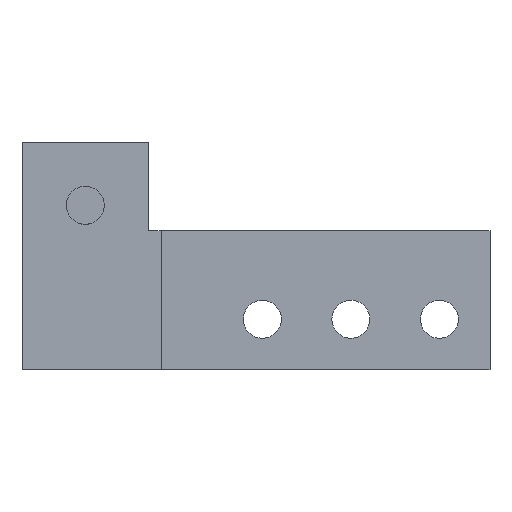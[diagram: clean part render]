
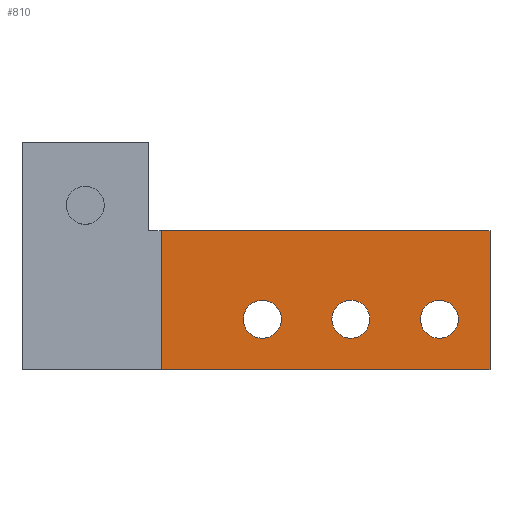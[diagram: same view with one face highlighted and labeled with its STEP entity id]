
A CAD part, top view. The second image highlights one B-rep face of the part: STEP entity #810.
In plain terms, the highlighted planar face has unit normal (0, 0, 1).
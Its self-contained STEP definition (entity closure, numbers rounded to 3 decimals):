
#44 = PLANE('',#45);
#45 = AXIS2_PLACEMENT_3D('',#46,#47,#48);
#46 = CARTESIAN_POINT('',(7.915,0.,1.415));
#47 = DIRECTION('',(0.,1.,0.));
#48 = DIRECTION('',(0.,0.,1.));
#128 = PLANE('',#129);
#129 = AXIS2_PLACEMENT_3D('',#130,#131,#132);
#130 = CARTESIAN_POINT('',(27.,11.,1.));
#131 = DIRECTION('',(-0.,-1.,0.));
#132 = DIRECTION('',(1.,0.,0.));
#154 = PLANE('',#155);
#155 = AXIS2_PLACEMENT_3D('',#156,#157,#158);
#156 = CARTESIAN_POINT('',(27.,0.,1.));
#157 = DIRECTION('',(1.,0.,0.));
#158 = DIRECTION('',(0.,0.,1.));
#189 = CYLINDRICAL_SURFACE('',#190,1.5);
#190 = AXIS2_PLACEMENT_3D('',#191,#192,#193);
#191 = CARTESIAN_POINT('',(23.,4.,1.));
#192 = DIRECTION('',(0.,0.,1.));
#193 = DIRECTION('',(-1.,0.,0.));
#224 = CYLINDRICAL_SURFACE('',#225,1.5);
#225 = AXIS2_PLACEMENT_3D('',#226,#227,#228);
#226 = CARTESIAN_POINT('',(16.,4.,1.));
#227 = DIRECTION('',(0.,0.,1.));
#228 = DIRECTION('',(-1.,0.,0.));
#259 = CYLINDRICAL_SURFACE('',#260,1.5);
#260 = AXIS2_PLACEMENT_3D('',#261,#262,#263);
#261 = CARTESIAN_POINT('',(9.,4.,1.));
#262 = DIRECTION('',(0.,0.,1.));
#263 = DIRECTION('',(-1.,0.,0.));
#276 = VERTEX_POINT('',#277);
#277 = CARTESIAN_POINT('',(27.,0.,1.));
#298 = EDGE_CURVE('',#276,#299,#301,.T.);
#299 = VERTEX_POINT('',#300);
#300 = CARTESIAN_POINT('',(1.,0.,1.));
#301 = SURFACE_CURVE('',#302,(#306,#313),.PCURVE_S1.);
#302 = LINE('',#303,#304);
#303 = CARTESIAN_POINT('',(27.,0.,1.));
#304 = VECTOR('',#305,1.);
#305 = DIRECTION('',(-1.,-0.,-0.));
#306 = PCURVE('',#44,#307);
#307 = DEFINITIONAL_REPRESENTATION('',(#308),#312);
#308 = LINE('',#309,#310);
#309 = CARTESIAN_POINT('',(-0.415,19.085));
#310 = VECTOR('',#311,1.);
#311 = DIRECTION('',(-0.,-1.));
#312 = ( GEOMETRIC_REPRESENTATION_CONTEXT(2) 
PARAMETRIC_REPRESENTATION_CONTEXT() REPRESENTATION_CONTEXT('2D SPACE',''
  ) );
#313 = PCURVE('',#314,#319);
#314 = PLANE('',#315);
#315 = AXIS2_PLACEMENT_3D('',#316,#317,#318);
#316 = CARTESIAN_POINT('',(27.,0.,1.));
#317 = DIRECTION('',(0.,0.,-1.));
#318 = DIRECTION('',(1.,0.,0.));
#319 = DEFINITIONAL_REPRESENTATION('',(#320),#324);
#320 = LINE('',#321,#322);
#321 = CARTESIAN_POINT('',(-0.,0.));
#322 = VECTOR('',#323,1.);
#323 = DIRECTION('',(-1.,0.));
#324 = ( GEOMETRIC_REPRESENTATION_CONTEXT(2) 
PARAMETRIC_REPRESENTATION_CONTEXT() REPRESENTATION_CONTEXT('2D SPACE',''
  ) );
#342 = PLANE('',#343);
#343 = AXIS2_PLACEMENT_3D('',#344,#345,#346);
#344 = CARTESIAN_POINT('',(1.,0.,1.));
#345 = DIRECTION('',(-1.,-0.,-0.));
#346 = DIRECTION('',(0.,0.,-1.));
#540 = EDGE_CURVE('',#276,#541,#543,.T.);
#541 = VERTEX_POINT('',#542);
#542 = CARTESIAN_POINT('',(27.,11.,1.));
#543 = SURFACE_CURVE('',#544,(#548,#555),.PCURVE_S1.);
#544 = LINE('',#545,#546);
#545 = CARTESIAN_POINT('',(27.,0.,1.));
#546 = VECTOR('',#547,1.);
#547 = DIRECTION('',(0.,1.,0.));
#548 = PCURVE('',#154,#549);
#549 = DEFINITIONAL_REPRESENTATION('',(#550),#554);
#550 = LINE('',#551,#552);
#551 = CARTESIAN_POINT('',(-0.,-0.));
#552 = VECTOR('',#553,1.);
#553 = DIRECTION('',(-0.,-1.));
#554 = ( GEOMETRIC_REPRESENTATION_CONTEXT(2) 
PARAMETRIC_REPRESENTATION_CONTEXT() REPRESENTATION_CONTEXT('2D SPACE',''
  ) );
#555 = PCURVE('',#314,#556);
#556 = DEFINITIONAL_REPRESENTATION('',(#557),#561);
#557 = LINE('',#558,#559);
#558 = CARTESIAN_POINT('',(-0.,-0.));
#559 = VECTOR('',#560,1.);
#560 = DIRECTION('',(-0.,-1.));
#561 = ( GEOMETRIC_REPRESENTATION_CONTEXT(2) 
PARAMETRIC_REPRESENTATION_CONTEXT() REPRESENTATION_CONTEXT('2D SPACE',''
  ) );
#589 = VERTEX_POINT('',#590);
#590 = CARTESIAN_POINT('',(1.,11.,1.));
#637 = EDGE_CURVE('',#541,#589,#638,.T.);
#638 = SURFACE_CURVE('',#639,(#643,#650),.PCURVE_S1.);
#639 = LINE('',#640,#641);
#640 = CARTESIAN_POINT('',(27.,11.,1.));
#641 = VECTOR('',#642,1.);
#642 = DIRECTION('',(-1.,0.,0.));
#643 = PCURVE('',#128,#644);
#644 = DEFINITIONAL_REPRESENTATION('',(#645),#649);
#645 = LINE('',#646,#647);
#646 = CARTESIAN_POINT('',(-0.,0.));
#647 = VECTOR('',#648,1.);
#648 = DIRECTION('',(-1.,0.));
#649 = ( GEOMETRIC_REPRESENTATION_CONTEXT(2) 
PARAMETRIC_REPRESENTATION_CONTEXT() REPRESENTATION_CONTEXT('2D SPACE',''
  ) );
#650 = PCURVE('',#314,#651);
#651 = DEFINITIONAL_REPRESENTATION('',(#652),#656);
#652 = LINE('',#653,#654);
#653 = CARTESIAN_POINT('',(0.,-11.));
#654 = VECTOR('',#655,1.);
#655 = DIRECTION('',(-1.,0.));
#656 = ( GEOMETRIC_REPRESENTATION_CONTEXT(2) 
PARAMETRIC_REPRESENTATION_CONTEXT() REPRESENTATION_CONTEXT('2D SPACE',''
  ) );
#664 = EDGE_CURVE('',#665,#665,#667,.T.);
#665 = VERTEX_POINT('',#666);
#666 = CARTESIAN_POINT('',(21.5,4.,1.));
#667 = SURFACE_CURVE('',#668,(#673,#680),.PCURVE_S1.);
#668 = CIRCLE('',#669,1.5);
#669 = AXIS2_PLACEMENT_3D('',#670,#671,#672);
#670 = CARTESIAN_POINT('',(23.,4.,1.));
#671 = DIRECTION('',(0.,0.,-1.));
#672 = DIRECTION('',(-1.,0.,0.));
#673 = PCURVE('',#189,#674);
#674 = DEFINITIONAL_REPRESENTATION('',(#675),#679);
#675 = LINE('',#676,#677);
#676 = CARTESIAN_POINT('',(-0.,0.));
#677 = VECTOR('',#678,1.);
#678 = DIRECTION('',(-1.,0.));
#679 = ( GEOMETRIC_REPRESENTATION_CONTEXT(2) 
PARAMETRIC_REPRESENTATION_CONTEXT() REPRESENTATION_CONTEXT('2D SPACE',''
  ) );
#680 = PCURVE('',#314,#681);
#681 = DEFINITIONAL_REPRESENTATION('',(#682),#686);
#682 = CIRCLE('',#683,1.5);
#683 = AXIS2_PLACEMENT_2D('',#684,#685);
#684 = CARTESIAN_POINT('',(-4.,-4.));
#685 = DIRECTION('',(-1.,0.));
#686 = ( GEOMETRIC_REPRESENTATION_CONTEXT(2) 
PARAMETRIC_REPRESENTATION_CONTEXT() REPRESENTATION_CONTEXT('2D SPACE',''
  ) );
#714 = EDGE_CURVE('',#715,#715,#717,.T.);
#715 = VERTEX_POINT('',#716);
#716 = CARTESIAN_POINT('',(14.5,4.,1.));
#717 = SURFACE_CURVE('',#718,(#723,#730),.PCURVE_S1.);
#718 = CIRCLE('',#719,1.5);
#719 = AXIS2_PLACEMENT_3D('',#720,#721,#722);
#720 = CARTESIAN_POINT('',(16.,4.,1.));
#721 = DIRECTION('',(0.,0.,-1.));
#722 = DIRECTION('',(-1.,0.,0.));
#723 = PCURVE('',#224,#724);
#724 = DEFINITIONAL_REPRESENTATION('',(#725),#729);
#725 = LINE('',#726,#727);
#726 = CARTESIAN_POINT('',(-0.,0.));
#727 = VECTOR('',#728,1.);
#728 = DIRECTION('',(-1.,0.));
#729 = ( GEOMETRIC_REPRESENTATION_CONTEXT(2) 
PARAMETRIC_REPRESENTATION_CONTEXT() REPRESENTATION_CONTEXT('2D SPACE',''
  ) );
#730 = PCURVE('',#314,#731);
#731 = DEFINITIONAL_REPRESENTATION('',(#732),#736);
#732 = CIRCLE('',#733,1.5);
#733 = AXIS2_PLACEMENT_2D('',#734,#735);
#734 = CARTESIAN_POINT('',(-11.,-4.));
#735 = DIRECTION('',(-1.,0.));
#736 = ( GEOMETRIC_REPRESENTATION_CONTEXT(2) 
PARAMETRIC_REPRESENTATION_CONTEXT() REPRESENTATION_CONTEXT('2D SPACE',''
  ) );
#764 = EDGE_CURVE('',#765,#765,#767,.T.);
#765 = VERTEX_POINT('',#766);
#766 = CARTESIAN_POINT('',(7.5,4.,1.));
#767 = SURFACE_CURVE('',#768,(#773,#780),.PCURVE_S1.);
#768 = CIRCLE('',#769,1.5);
#769 = AXIS2_PLACEMENT_3D('',#770,#771,#772);
#770 = CARTESIAN_POINT('',(9.,4.,1.));
#771 = DIRECTION('',(0.,0.,-1.));
#772 = DIRECTION('',(-1.,0.,0.));
#773 = PCURVE('',#259,#774);
#774 = DEFINITIONAL_REPRESENTATION('',(#775),#779);
#775 = LINE('',#776,#777);
#776 = CARTESIAN_POINT('',(-0.,0.));
#777 = VECTOR('',#778,1.);
#778 = DIRECTION('',(-1.,0.));
#779 = ( GEOMETRIC_REPRESENTATION_CONTEXT(2) 
PARAMETRIC_REPRESENTATION_CONTEXT() REPRESENTATION_CONTEXT('2D SPACE',''
  ) );
#780 = PCURVE('',#314,#781);
#781 = DEFINITIONAL_REPRESENTATION('',(#782),#786);
#782 = CIRCLE('',#783,1.5);
#783 = AXIS2_PLACEMENT_2D('',#784,#785);
#784 = CARTESIAN_POINT('',(-18.,-4.));
#785 = DIRECTION('',(-1.,0.));
#786 = ( GEOMETRIC_REPRESENTATION_CONTEXT(2) 
PARAMETRIC_REPRESENTATION_CONTEXT() REPRESENTATION_CONTEXT('2D SPACE',''
  ) );
#810 = ADVANCED_FACE('',(#811,#837,#840,#843),#314,.F.);
#811 = FACE_BOUND('',#812,.T.);
#812 = EDGE_LOOP('',(#813,#814,#815,#816));
#813 = ORIENTED_EDGE('',*,*,#298,.F.);
#814 = ORIENTED_EDGE('',*,*,#540,.T.);
#815 = ORIENTED_EDGE('',*,*,#637,.T.);
#816 = ORIENTED_EDGE('',*,*,#817,.F.);
#817 = EDGE_CURVE('',#299,#589,#818,.T.);
#818 = SURFACE_CURVE('',#819,(#823,#830),.PCURVE_S1.);
#819 = LINE('',#820,#821);
#820 = CARTESIAN_POINT('',(1.,0.,1.));
#821 = VECTOR('',#822,1.);
#822 = DIRECTION('',(0.,1.,0.));
#823 = PCURVE('',#314,#824);
#824 = DEFINITIONAL_REPRESENTATION('',(#825),#829);
#825 = LINE('',#826,#827);
#826 = CARTESIAN_POINT('',(-26.,0.));
#827 = VECTOR('',#828,1.);
#828 = DIRECTION('',(-0.,-1.));
#829 = ( GEOMETRIC_REPRESENTATION_CONTEXT(2) 
PARAMETRIC_REPRESENTATION_CONTEXT() REPRESENTATION_CONTEXT('2D SPACE',''
  ) );
#830 = PCURVE('',#342,#831);
#831 = DEFINITIONAL_REPRESENTATION('',(#832),#836);
#832 = LINE('',#833,#834);
#833 = CARTESIAN_POINT('',(-0.,0.));
#834 = VECTOR('',#835,1.);
#835 = DIRECTION('',(-0.,-1.));
#836 = ( GEOMETRIC_REPRESENTATION_CONTEXT(2) 
PARAMETRIC_REPRESENTATION_CONTEXT() REPRESENTATION_CONTEXT('2D SPACE',''
  ) );
#837 = FACE_BOUND('',#838,.T.);
#838 = EDGE_LOOP('',(#839));
#839 = ORIENTED_EDGE('',*,*,#664,.T.);
#840 = FACE_BOUND('',#841,.T.);
#841 = EDGE_LOOP('',(#842));
#842 = ORIENTED_EDGE('',*,*,#714,.T.);
#843 = FACE_BOUND('',#844,.T.);
#844 = EDGE_LOOP('',(#845));
#845 = ORIENTED_EDGE('',*,*,#764,.T.);
